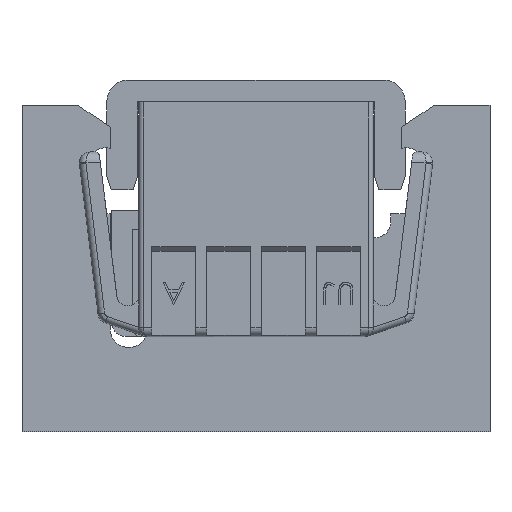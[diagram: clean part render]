
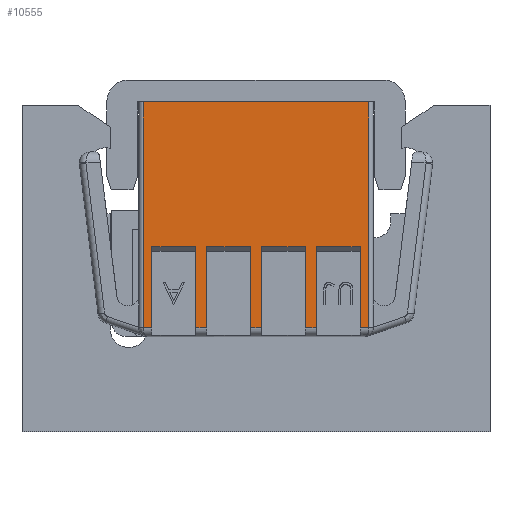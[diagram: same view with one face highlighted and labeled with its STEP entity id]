
A CAD part, front view. The second image highlights one B-rep face of the part: STEP entity #10555.
In plain terms, the highlighted planar face has unit normal (0, -1, 0).
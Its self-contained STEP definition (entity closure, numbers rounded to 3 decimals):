
#2498=DIRECTION('',(0.,0.,1.));
#2499=VECTOR('',#2498,10.3);
#2500=CARTESIAN_POINT('',(10.15,-6.04,-10.3));
#2501=LINE('',#2500,#2499);
#3875=DIRECTION('',(0.,0.,-1.));
#3876=VECTOR('',#3875,10.3);
#3877=CARTESIAN_POINT('',(-0.15,-6.04,0.));
#3878=LINE('',#3877,#3876);
#3887=DIRECTION('',(1.,0.,0.));
#3888=VECTOR('',#3887,10.3);
#3889=CARTESIAN_POINT('',(-0.15,-6.04,0.));
#3890=LINE('',#3889,#3888);
#3891=DIRECTION('',(-1.,0.,0.));
#3892=VECTOR('',#3891,2.);
#3893=CARTESIAN_POINT('',(9.75,-6.04,-6.6));
#3894=LINE('',#3893,#3892);
#3895=DIRECTION('',(0.,0.,-1.));
#3896=VECTOR('',#3895,3.7);
#3897=CARTESIAN_POINT('',(7.75,-6.04,-6.6));
#3898=LINE('',#3897,#3896);
#3899=DIRECTION('',(-1.,0.,0.));
#3900=VECTOR('',#3899,2.);
#3901=CARTESIAN_POINT('',(7.25,-6.04,-6.6));
#3902=LINE('',#3901,#3900);
#3903=DIRECTION('',(0.,0.,-1.));
#3904=VECTOR('',#3903,3.7);
#3905=CARTESIAN_POINT('',(5.25,-6.04,-6.6));
#3906=LINE('',#3905,#3904);
#3907=DIRECTION('',(-1.,0.,0.));
#3908=VECTOR('',#3907,2.);
#3909=CARTESIAN_POINT('',(4.75,-6.04,-6.6));
#3910=LINE('',#3909,#3908);
#3911=DIRECTION('',(0.,0.,-1.));
#3912=VECTOR('',#3911,3.7);
#3913=CARTESIAN_POINT('',(2.75,-6.04,-6.6));
#3914=LINE('',#3913,#3912);
#3915=DIRECTION('',(-1.,0.,0.));
#3916=VECTOR('',#3915,2.);
#3917=CARTESIAN_POINT('',(2.25,-6.04,-6.6));
#3918=LINE('',#3917,#3916);
#3919=DIRECTION('',(0.,0.,-1.));
#3920=VECTOR('',#3919,3.7);
#3921=CARTESIAN_POINT('',(0.25,-6.04,-6.6));
#3922=LINE('',#3921,#3920);
#3927=DIRECTION('',(1.,0.,0.));
#3928=VECTOR('',#3927,0.4);
#3929=CARTESIAN_POINT('',(-0.15,-6.04,-10.3));
#3930=LINE('',#3929,#3928);
#3935=DIRECTION('',(1.,0.,0.));
#3936=VECTOR('',#3935,0.5);
#3937=CARTESIAN_POINT('',(2.25,-6.04,-10.3));
#3938=LINE('',#3937,#3936);
#3943=DIRECTION('',(1.,0.,0.));
#3944=VECTOR('',#3943,0.5);
#3945=CARTESIAN_POINT('',(4.75,-6.04,-10.3));
#3946=LINE('',#3945,#3944);
#3951=DIRECTION('',(1.,0.,0.));
#3952=VECTOR('',#3951,0.5);
#3953=CARTESIAN_POINT('',(7.25,-6.04,-10.3));
#3954=LINE('',#3953,#3952);
#3959=DIRECTION('',(1.,0.,0.));
#3960=VECTOR('',#3959,0.4);
#3961=CARTESIAN_POINT('',(9.75,-6.04,-10.3));
#3962=LINE('',#3961,#3960);
#4943=DIRECTION('',(0.,0.,-1.));
#4944=VECTOR('',#4943,3.7);
#4945=CARTESIAN_POINT('',(2.25,-6.04,-6.6));
#4946=LINE('',#4945,#4944);
#5109=DIRECTION('',(0.,0.,-1.));
#5110=VECTOR('',#5109,3.7);
#5111=CARTESIAN_POINT('',(4.75,-6.04,-6.6));
#5112=LINE('',#5111,#5110);
#5143=DIRECTION('',(0.,0.,-1.));
#5144=VECTOR('',#5143,3.7);
#5145=CARTESIAN_POINT('',(7.25,-6.04,-6.6));
#5146=LINE('',#5145,#5144);
#5177=DIRECTION('',(0.,0.,-1.));
#5178=VECTOR('',#5177,3.7);
#5179=CARTESIAN_POINT('',(9.75,-6.04,-6.6));
#5180=LINE('',#5179,#5178);
#7369=CARTESIAN_POINT('',(10.15,-6.04,0.));
#7370=VERTEX_POINT('',#7369);
#7371=CARTESIAN_POINT('',(-0.15,-6.04,0.));
#7372=VERTEX_POINT('',#7371);
#7716=CARTESIAN_POINT('',(-0.15,-6.04,-10.3));
#7717=VERTEX_POINT('',#7716);
#7721=CARTESIAN_POINT('',(10.15,-6.04,-10.3));
#7722=VERTEX_POINT('',#7721);
#7723=CARTESIAN_POINT('',(9.75,-6.04,-10.3));
#7724=VERTEX_POINT('',#7723);
#7725=CARTESIAN_POINT('',(9.75,-6.04,-6.6));
#7726=VERTEX_POINT('',#7725);
#7727=CARTESIAN_POINT('',(7.75,-6.04,-6.6));
#7728=VERTEX_POINT('',#7727);
#7729=CARTESIAN_POINT('',(7.75,-6.04,-10.3));
#7730=VERTEX_POINT('',#7729);
#7731=CARTESIAN_POINT('',(7.25,-6.04,-10.3));
#7732=VERTEX_POINT('',#7731);
#7733=CARTESIAN_POINT('',(7.25,-6.04,-6.6));
#7734=VERTEX_POINT('',#7733);
#7735=CARTESIAN_POINT('',(5.25,-6.04,-6.6));
#7736=VERTEX_POINT('',#7735);
#7737=CARTESIAN_POINT('',(5.25,-6.04,-10.3));
#7738=VERTEX_POINT('',#7737);
#7739=CARTESIAN_POINT('',(4.75,-6.04,-10.3));
#7740=VERTEX_POINT('',#7739);
#7741=CARTESIAN_POINT('',(4.75,-6.04,-6.6));
#7742=VERTEX_POINT('',#7741);
#7743=CARTESIAN_POINT('',(2.75,-6.04,-6.6));
#7744=VERTEX_POINT('',#7743);
#7745=CARTESIAN_POINT('',(2.75,-6.04,-10.3));
#7746=VERTEX_POINT('',#7745);
#7747=CARTESIAN_POINT('',(2.25,-6.04,-10.3));
#7748=VERTEX_POINT('',#7747);
#7749=CARTESIAN_POINT('',(2.25,-6.04,-6.6));
#7750=VERTEX_POINT('',#7749);
#7751=CARTESIAN_POINT('',(0.25,-6.04,-6.6));
#7752=VERTEX_POINT('',#7751);
#7753=CARTESIAN_POINT('',(0.25,-6.04,-10.3));
#7754=VERTEX_POINT('',#7753);
#10511=CARTESIAN_POINT('',(0.,-6.04,-10.7));
#10512=DIRECTION('',(0.,-1.,0.));
#10513=DIRECTION('',(0.,0.,-1.));
#10514=AXIS2_PLACEMENT_3D('',#10511,#10512,#10513);
#10515=PLANE('',#10514);
#10516=ORIENTED_EDGE('',*,*,#10499,.F.);
#10517=ORIENTED_EDGE('',*,*,#8925,.T.);
#10518=ORIENTED_EDGE('',*,*,#8946,.F.);
#10520=ORIENTED_EDGE('',*,*,#10519,.F.);
#10522=ORIENTED_EDGE('',*,*,#10521,.F.);
#10524=ORIENTED_EDGE('',*,*,#10523,.T.);
#10526=ORIENTED_EDGE('',*,*,#10525,.T.);
#10528=ORIENTED_EDGE('',*,*,#10527,.F.);
#10530=ORIENTED_EDGE('',*,*,#10529,.F.);
#10532=ORIENTED_EDGE('',*,*,#10531,.T.);
#10534=ORIENTED_EDGE('',*,*,#10533,.T.);
#10536=ORIENTED_EDGE('',*,*,#10535,.F.);
#10538=ORIENTED_EDGE('',*,*,#10537,.F.);
#10540=ORIENTED_EDGE('',*,*,#10539,.T.);
#10542=ORIENTED_EDGE('',*,*,#10541,.T.);
#10544=ORIENTED_EDGE('',*,*,#10543,.F.);
#10546=ORIENTED_EDGE('',*,*,#10545,.F.);
#10548=ORIENTED_EDGE('',*,*,#10547,.T.);
#10550=ORIENTED_EDGE('',*,*,#10549,.T.);
#10552=ORIENTED_EDGE('',*,*,#10551,.F.);
#10553=EDGE_LOOP('',(#10516,#10517,#10518,#10520,#10522,#10524,#10526,#10528,
#10530,#10532,#10534,#10536,#10538,#10540,#10542,#10544,#10546,#10548,#10550,
#10552));
#10554=FACE_OUTER_BOUND('',#10553,.F.);
#10555=ADVANCED_FACE('',(#10554),#10515,.T.);
#8925=EDGE_CURVE('',#7372,#7370,#3890,.T.);
#8946=EDGE_CURVE('',#7722,#7370,#2501,.T.);
#10499=EDGE_CURVE('',#7372,#7717,#3878,.T.);
#10519=EDGE_CURVE('',#7724,#7722,#3962,.T.);
#10521=EDGE_CURVE('',#7726,#7724,#5180,.T.);
#10523=EDGE_CURVE('',#7726,#7728,#3894,.T.);
#10525=EDGE_CURVE('',#7728,#7730,#3898,.T.);
#10527=EDGE_CURVE('',#7732,#7730,#3954,.T.);
#10529=EDGE_CURVE('',#7734,#7732,#5146,.T.);
#10531=EDGE_CURVE('',#7734,#7736,#3902,.T.);
#10533=EDGE_CURVE('',#7736,#7738,#3906,.T.);
#10535=EDGE_CURVE('',#7740,#7738,#3946,.T.);
#10537=EDGE_CURVE('',#7742,#7740,#5112,.T.);
#10539=EDGE_CURVE('',#7742,#7744,#3910,.T.);
#10541=EDGE_CURVE('',#7744,#7746,#3914,.T.);
#10543=EDGE_CURVE('',#7748,#7746,#3938,.T.);
#10545=EDGE_CURVE('',#7750,#7748,#4946,.T.);
#10547=EDGE_CURVE('',#7750,#7752,#3918,.T.);
#10549=EDGE_CURVE('',#7752,#7754,#3922,.T.);
#10551=EDGE_CURVE('',#7717,#7754,#3930,.T.);
